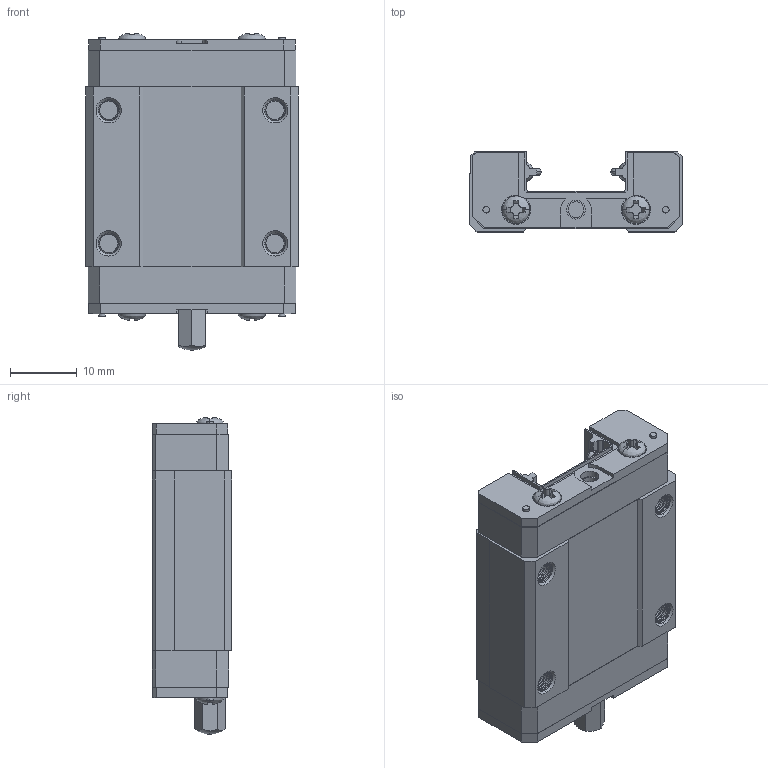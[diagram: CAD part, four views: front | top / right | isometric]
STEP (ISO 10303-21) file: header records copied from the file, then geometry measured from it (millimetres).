
FILE_DESCRIPTION (( 'STEP AP214' ), '1' );
FILE_NAME ('Slider.STEP', '2025-06-09T16:55:02', ( '' ), ( '' ), 'SwSTEP 2.0', 'SolidWorks 2021', '' );
FILE_SCHEMA (( 'AUTOMOTIVE_DESIGN' ));
Length unit declared in the file: millimetre
Products named in the file (1): Slider
Bounding box: 32 x 12 x 47.64 mm (x, y, z)
Volume: 11384.8 mm3; surface area: 6430.9 mm2
Topology: 23 solids, 23 shells, 577 faces, 1641 edges, 1086 vertices
Faces by surface type: plane 250, cylinder 229, sphere 40, bspline 24, torus 18, cone 16
Entity records: 30533 total; most frequent: CARTESIAN_POINT 12541, ORIENTED_EDGE 3066, DIRECTION 2591, EDGE_CURVE 1533, VERTEX_POINT 1026, AXIS2_PLACEMENT_3D 900, VECTOR 791, LINE 791
